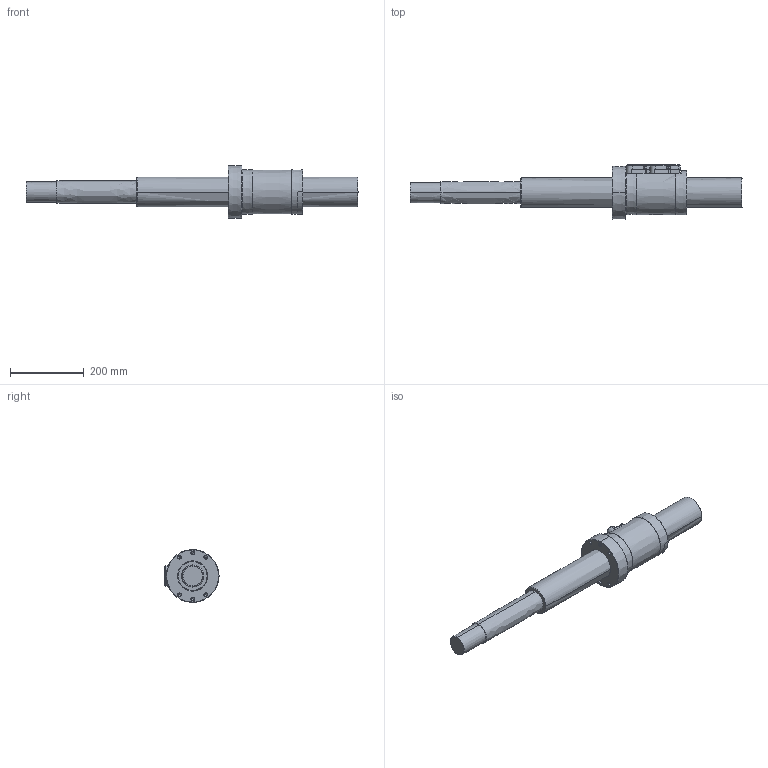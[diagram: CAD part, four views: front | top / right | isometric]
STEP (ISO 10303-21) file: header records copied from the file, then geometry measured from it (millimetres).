
FILE_DESCRIPTION((''),'2;1');
FILE_NAME('00_HSP8016FJ_ASM','2022-07-13T09:06:37',('10019049'),(''),'CREO PARAMETRIC BY PTC INC, 2019080','CREO PARAMETRIC BY PTC INC, 2019080','');
FILE_SCHEMA(('CONFIG_CONTROL_DESIGN'));
Length unit declared in the file: millimetre
Products named in the file (6): NUT_HSP8016FJ; ST_HSP8016FJ; LOCKER_HSP8016FJ; __6_0001; M616_0001; 00_HSP8016FJ_ASM
Assembly tree (12 placements, depth 2):
  00_HSP8016FJ_ASM
    NUT_HSP8016FJ
    ST_HSP8016FJ
    LOCKER_HSP8016FJ  x2
    __6_0001  x4
    M616_0001  x4
Bounding box: 900 x 146.5 x 143 mm (x, y, z)
Surface area: 396328.3 mm2 (no closed solid volume)
Topology: 0 solids, 0 shells, 304 faces, 1406 edges, 1378 vertices
Faces by surface type: bspline 287, torus 17
Entity records: 19824 total; most frequent: CARTESIAN_POINT 12120, DIRECTION 1259, TRIMMED_CURVE 1039, VECTOR 865, LINE 865, DEFINITIONAL_REPRESENTATION 806, PCURVE 806, COMPOSITE_CURVE_SEGMENT 806
